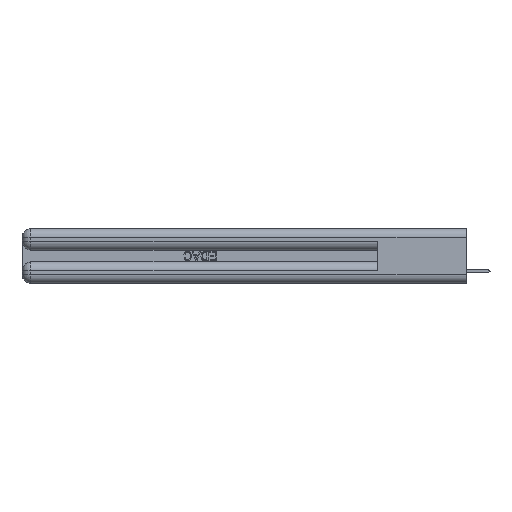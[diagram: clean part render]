
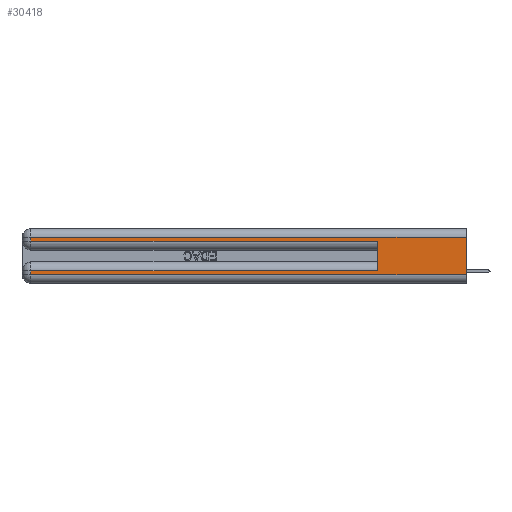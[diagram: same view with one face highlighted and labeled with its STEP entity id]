
A CAD part, left-side view. The second image highlights one B-rep face of the part: STEP entity #30418.
In plain terms, the highlighted planar face has unit normal (-1, 0, 0).
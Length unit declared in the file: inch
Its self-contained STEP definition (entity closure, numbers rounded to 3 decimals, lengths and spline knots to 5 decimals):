
#286 = VECTOR ( 'NONE', #13100, 39.37008 ) ;
#739 = ORIENTED_EDGE ( 'NONE', *, *, #26074, .T. ) ;
#916 = AXIS2_PLACEMENT_3D ( 'NONE', #3914, #34899, #10875 ) ;
#1926 = CARTESIAN_POINT ( 'NONE',  ( 0., 0., 0.37 ) ) ;
#3702 = DIRECTION ( 'NONE',  ( 0., 1., 0. ) ) ;
#3914 = CARTESIAN_POINT ( 'NONE',  ( 0., 0., 0.37 ) ) ;
#4266 = VERTEX_POINT ( 'NONE', #25654 ) ;
#5585 = VECTOR ( 'NONE', #43647, 39.37008 ) ;
#6774 = VECTOR ( 'NONE', #22520, 39.37008 ) ;
#6995 = VERTEX_POINT ( 'NONE', #13510 ) ;
#7186 = EDGE_CURVE ( 'NONE', #16071, #4266, #36654, .T. ) ;
#8185 = ORIENTED_EDGE ( 'NONE', *, *, #9341, .F. ) ;
#8233 = EDGE_CURVE ( 'NONE', #6995, #16071, #14777, .T. ) ;
#8508 = VERTEX_POINT ( 'NONE', #16379 ) ;
#8745 = EDGE_CURVE ( 'NONE', #4266, #28522, #32158, .T. ) ;
#9063 = LINE ( 'NONE', #31434, #33445 ) ;
#9341 = EDGE_CURVE ( 'NONE', #17151, #28522, #39163, .T. ) ;
#10875 = DIRECTION ( 'NONE',  ( 0., 0., -1. ) ) ;
#11423 = ORIENTED_EDGE ( 'NONE', *, *, #31220, .T. ) ;
#12611 = VECTOR ( 'NONE', #43248, 39.37008 ) ;
#13100 = DIRECTION ( 'NONE',  ( 0., -1., 0. ) ) ;
#13510 = CARTESIAN_POINT ( 'NONE',  ( 0., 0.6, 0.085 ) ) ;
#14777 = LINE ( 'NONE', #19252, #5585 ) ;
#15333 = CARTESIAN_POINT ( 'NONE',  ( 0., 2.94, 0.085 ) ) ;
#15402 = EDGE_LOOP ( 'NONE', ( #8185, #15435, #739, #11423, #43960, #26263, #20345, #16807 ) ) ;
#15435 = ORIENTED_EDGE ( 'NONE', *, *, #44874, .T. ) ;
#16071 = VERTEX_POINT ( 'NONE', #15333 ) ;
#16379 = CARTESIAN_POINT ( 'NONE',  ( 0., 2.94, 0.31 ) ) ;
#16807 = ORIENTED_EDGE ( 'NONE', *, *, #8745, .T. ) ;
#17151 = VERTEX_POINT ( 'NONE', #24734 ) ;
#18958 = EDGE_CURVE ( 'NONE', #6995, #38868, #33276, .T. ) ;
#19245 = CARTESIAN_POINT ( 'NONE',  ( 0., 0., 0.06 ) ) ;
#19252 = CARTESIAN_POINT ( 'NONE',  ( 0., 0., 0.085 ) ) ;
#19966 = CARTESIAN_POINT ( 'NONE',  ( 0., 0.6, 0.285 ) ) ;
#20345 = ORIENTED_EDGE ( 'NONE', *, *, #7186, .T. ) ;
#20733 = CARTESIAN_POINT ( 'NONE',  ( 0., 0., 0.06 ) ) ;
#20866 = DIRECTION ( 'NONE',  ( 0., 0., -1. ) ) ;
#21257 = VECTOR ( 'NONE', #26221, 39.37008 ) ;
#22520 = DIRECTION ( 'NONE',  ( 0., 0., 1. ) ) ;
#23038 = VECTOR ( 'NONE', #20866, 39.37008 ) ;
#24734 = CARTESIAN_POINT ( 'NONE',  ( 0., 0., 0.31 ) ) ;
#25264 = LINE ( 'NONE', #30074, #286 ) ;
#25443 = DIRECTION ( 'NONE',  ( 0., 0., -1. ) ) ;
#25654 = CARTESIAN_POINT ( 'NONE',  ( 0., 2.94, 0.06 ) ) ;
#26074 = EDGE_CURVE ( 'NONE', #8508, #32167, #42515, .T. ) ;
#26221 = DIRECTION ( 'NONE',  ( 0., 0., -1. ) ) ;
#26263 = ORIENTED_EDGE ( 'NONE', *, *, #8233, .T. ) ;
#28023 = CARTESIAN_POINT ( 'NONE',  ( 0., 0.6, 0.145 ) ) ;
#28522 = VERTEX_POINT ( 'NONE', #19245 ) ;
#28757 = CARTESIAN_POINT ( 'NONE',  ( 0., 2.94, 0.285 ) ) ;
#30074 = CARTESIAN_POINT ( 'NONE',  ( 0., 0., 0.285 ) ) ;
#30418 = ADVANCED_FACE ( 'NONE', ( #34025 ), #35042, .F. ) ;
#31220 = EDGE_CURVE ( 'NONE', #32167, #38868, #25264, .T. ) ;
#31434 = CARTESIAN_POINT ( 'NONE',  ( 0., 0., 0.31 ) ) ;
#31776 = CARTESIAN_POINT ( 'NONE',  ( 0., 2.94, 0.37 ) ) ;
#32158 = LINE ( 'NONE', #20733, #12611 ) ;
#32167 = VERTEX_POINT ( 'NONE', #28757 ) ;
#33276 = LINE ( 'NONE', #28023, #6774 ) ;
#33445 = VECTOR ( 'NONE', #3702, 39.37008 ) ;
#34025 = FACE_OUTER_BOUND ( 'NONE', #15402, .T. ) ;
#34899 = DIRECTION ( 'NONE',  ( 1., 0., 0. ) ) ;
#35042 = PLANE ( 'NONE',  #916 ) ;
#36654 = LINE ( 'NONE', #38316, #23038 ) ;
#38316 = CARTESIAN_POINT ( 'NONE',  ( 0., 2.94, 0.37 ) ) ;
#38868 = VERTEX_POINT ( 'NONE', #19966 ) ;
#39163 = LINE ( 'NONE', #1926, #21257 ) ;
#42515 = LINE ( 'NONE', #31776, #43601 ) ;
#43248 = DIRECTION ( 'NONE',  ( 0., -1., 0. ) ) ;
#43601 = VECTOR ( 'NONE', #25443, 39.37008 ) ;
#43647 = DIRECTION ( 'NONE',  ( 0., 1., 0. ) ) ;
#43960 = ORIENTED_EDGE ( 'NONE', *, *, #18958, .F. ) ;
#44874 = EDGE_CURVE ( 'NONE', #17151, #8508, #9063, .T. ) ;
